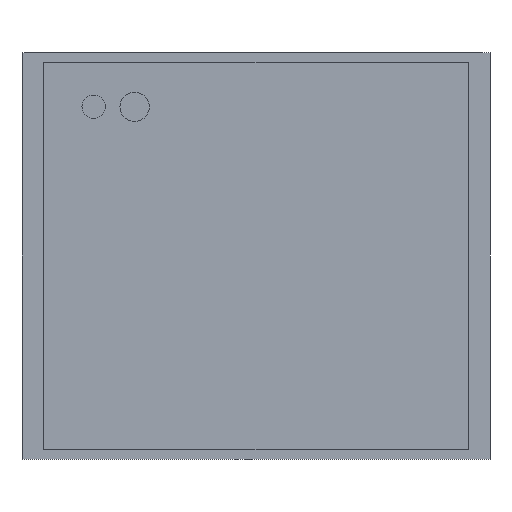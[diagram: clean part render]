
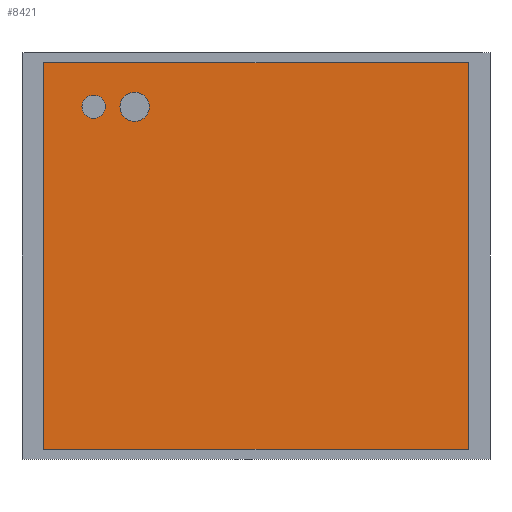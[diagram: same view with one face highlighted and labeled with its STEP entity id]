
A CAD part, front view. The second image highlights one B-rep face of the part: STEP entity #8421.
In plain terms, the highlighted planar face has unit normal (0, -1, 0).
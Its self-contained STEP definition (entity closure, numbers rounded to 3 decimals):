
#105=FACE_BOUND('',#811,.T.);
#106=FACE_BOUND('',#812,.T.);
#117=CIRCLE('',#8971,20.);
#119=CIRCLE('',#8975,25.);
#305=FACE_OUTER_BOUND('',#810,.T.);
#810=EDGE_LOOP('',(#5649,#5650,#5651,#5652));
#811=EDGE_LOOP('',(#5653));
#812=EDGE_LOOP('',(#5654));
#1350=LINE('',#12020,#2454);
#1352=LINE('',#12024,#2456);
#1354=LINE('',#12028,#2458);
#1356=LINE('',#12031,#2460);
#2454=VECTOR('',#9683,10.);
#2456=VECTOR('',#9687,10.);
#2458=VECTOR('',#9691,10.);
#2460=VECTOR('',#9695,10.);
#3520=VERTEX_POINT('',#11946);
#3522=VERTEX_POINT('',#11953);
#3543=VERTEX_POINT('',#12017);
#3544=VERTEX_POINT('',#12019);
#3545=VERTEX_POINT('',#12023);
#3546=VERTEX_POINT('',#12027);
#4337=EDGE_CURVE('',#3520,#3520,#117,.T.);
#4340=EDGE_CURVE('',#3522,#3522,#119,.T.);
#4370=EDGE_CURVE('',#3544,#3543,#1350,.T.);
#4372=EDGE_CURVE('',#3545,#3544,#1352,.T.);
#4374=EDGE_CURVE('',#3546,#3545,#1354,.T.);
#4376=EDGE_CURVE('',#3543,#3546,#1356,.T.);
#5649=ORIENTED_EDGE('',*,*,#4376,.T.);
#5650=ORIENTED_EDGE('',*,*,#4374,.T.);
#5651=ORIENTED_EDGE('',*,*,#4372,.T.);
#5652=ORIENTED_EDGE('',*,*,#4370,.T.);
#5653=ORIENTED_EDGE('',*,*,#4337,.T.);
#5654=ORIENTED_EDGE('',*,*,#4340,.T.);
#7972=PLANE('',#8992);
#8421=ADVANCED_FACE('',(#305,#105,#106),#7972,.T.);
#8971=AXIS2_PLACEMENT_3D('',#11948,#9617,#9618);
#8975=AXIS2_PLACEMENT_3D('',#11955,#9626,#9627);
#8992=AXIS2_PLACEMENT_3D('',#12032,#9696,#9697);
#9617=DIRECTION('center_axis',(0.,1.,0.));
#9618=DIRECTION('ref_axis',(1.,0.,0.));
#9626=DIRECTION('center_axis',(0.,1.,0.));
#9627=DIRECTION('ref_axis',(1.,0.,0.));
#9683=DIRECTION('',(1.,0.,0.));
#9687=DIRECTION('',(0.,0.,-1.));
#9691=DIRECTION('',(-1.,0.,0.));
#9695=DIRECTION('',(0.,0.,1.));
#9696=DIRECTION('center_axis',(0.,-1.,0.));
#9697=DIRECTION('ref_axis',(0.,0.,-1.));
#11946=CARTESIAN_POINT('',(-297.5,-370.,255.));
#11948=CARTESIAN_POINT('Origin',(-277.5,-370.,255.));
#11953=CARTESIAN_POINT('',(-232.5,-370.,255.));
#11955=CARTESIAN_POINT('Origin',(-207.5,-370.,255.));
#12017=CARTESIAN_POINT('',(362.5,-370.,-330.));
#12019=CARTESIAN_POINT('',(-362.5,-370.,-330.));
#12020=CARTESIAN_POINT('',(362.5,-370.,-330.));
#12023=CARTESIAN_POINT('',(-362.5,-370.,330.));
#12024=CARTESIAN_POINT('',(-362.5,-370.,-330.));
#12027=CARTESIAN_POINT('',(362.5,-370.,330.));
#12028=CARTESIAN_POINT('',(-362.5,-370.,330.));
#12031=CARTESIAN_POINT('',(362.5,-370.,330.));
#12032=CARTESIAN_POINT('Origin',(0.,-370.,0.));
